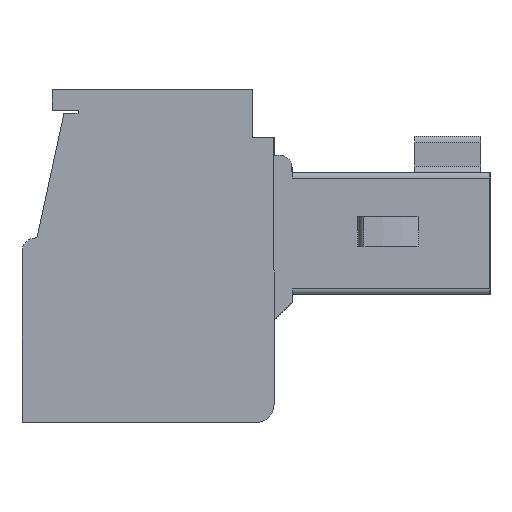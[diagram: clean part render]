
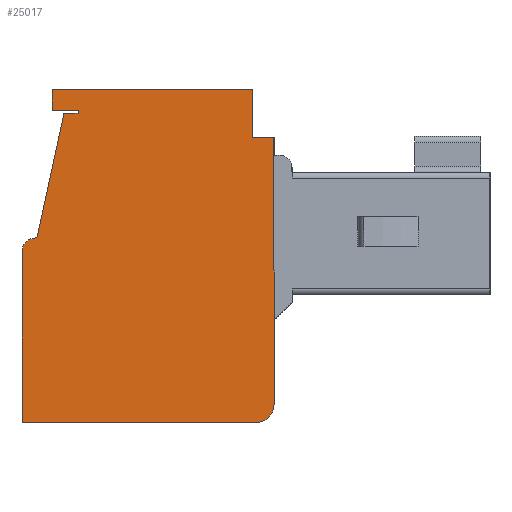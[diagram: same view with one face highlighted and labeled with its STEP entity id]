
A CAD part, left-side view. The second image highlights one B-rep face of the part: STEP entity #25017.
In plain terms, the highlighted planar face has unit normal (-1, 0, 0).
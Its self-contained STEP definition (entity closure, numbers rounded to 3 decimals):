
#310 = LINE ( 'NONE', #35863, #14414 ) ;
#994 = VERTEX_POINT ( 'NONE', #2832 ) ;
#1268 = CARTESIAN_POINT ( 'NONE',  ( 0., 7.8, 0.6 ) ) ;
#1604 = VERTEX_POINT ( 'NONE', #2411 ) ;
#1640 = ORIENTED_EDGE ( 'NONE', *, *, #35093, .T. ) ;
#2260 = LINE ( 'NONE', #8016, #22138 ) ;
#2394 = EDGE_CURVE ( 'NONE', #24644, #34177, #7248, .T. ) ;
#2411 = CARTESIAN_POINT ( 'NONE',  ( 0., 7.2, 0.6 ) ) ;
#2832 = CARTESIAN_POINT ( 'NONE',  ( 0., 7.2, 9.5 ) ) ;
#2836 = VERTEX_POINT ( 'NONE', #34096 ) ;
#4511 = CARTESIAN_POINT ( 'NONE',  ( 0., 7.92, 9.5 ) ) ;
#4550 = VECTOR ( 'NONE', #22488, 1000. ) ;
#4908 = EDGE_CURVE ( 'NONE', #37716, #34177, #36532, .T. ) ;
#5003 = CIRCLE ( 'NONE', #38194, 0.6 ) ;
#5761 = CARTESIAN_POINT ( 'NONE',  ( 0., 7.92, 9.5 ) ) ;
#5885 = DIRECTION ( 'NONE',  ( 0., -1., 0. ) ) ;
#6249 = DIRECTION ( 'NONE',  ( 0., 0., 1. ) ) ;
#6650 = VERTEX_POINT ( 'NONE', #32821 ) ;
#6700 = ORIENTED_EDGE ( 'NONE', *, *, #17965, .F. ) ;
#7248 = LINE ( 'NONE', #19396, #30663 ) ;
#7258 = DIRECTION ( 'NONE',  ( 0., 0., -1. ) ) ;
#7323 = EDGE_CURVE ( 'NONE', #24644, #16730, #32872, .T. ) ;
#7408 = VERTEX_POINT ( 'NONE', #4511 ) ;
#7966 = CARTESIAN_POINT ( 'NONE',  ( 0., 7.92, 11.1 ) ) ;
#8016 = CARTESIAN_POINT ( 'NONE',  ( 0., 13.7, 10.4 ) ) ;
#8506 = CARTESIAN_POINT ( 'NONE',  ( 0., 15.6, 0. ) ) ;
#8508 = CARTESIAN_POINT ( 'NONE',  ( 0., 7.2, 9.5 ) ) ;
#8522 = CARTESIAN_POINT ( 'NONE',  ( 0., 15.6, 11.1 ) ) ;
#9448 = CARTESIAN_POINT ( 'NONE',  ( 0., 15.6, 0. ) ) ;
#9719 = ORIENTED_EDGE ( 'NONE', *, *, #4908, .T. ) ;
#9735 = ORIENTED_EDGE ( 'NONE', *, *, #38648, .T. ) ;
#9868 = VERTEX_POINT ( 'NONE', #24640 ) ;
#9959 = CARTESIAN_POINT ( 'NONE',  ( 0., 15.6, 11.1 ) ) ;
#10703 = CARTESIAN_POINT ( 'NONE',  ( 0., 15.1, 6.15 ) ) ;
#10834 = ORIENTED_EDGE ( 'NONE', *, *, #24190, .T. ) ;
#11326 = VERTEX_POINT ( 'NONE', #7966 ) ;
#12578 = DIRECTION ( 'NONE',  ( -1., 0., 0. ) ) ;
#12868 = CARTESIAN_POINT ( 'NONE',  ( 0., 14.2, 10.3 ) ) ;
#13644 = EDGE_CURVE ( 'NONE', #9868, #2836, #2260, .T. ) ;
#13907 = LINE ( 'NONE', #19487, #4550 ) ;
#13908 = EDGE_CURVE ( 'NONE', #2836, #21481, #28563, .T. ) ;
#14409 = EDGE_CURVE ( 'NONE', #16730, #1604, #5003, .T. ) ;
#14414 = VECTOR ( 'NONE', #5885, 1000. ) ;
#16099 = VERTEX_POINT ( 'NONE', #36860 ) ;
#16730 = VERTEX_POINT ( 'NONE', #20897 ) ;
#17172 = DIRECTION ( 'NONE',  ( 0., 0., -1. ) ) ;
#17462 = CARTESIAN_POINT ( 'NONE',  ( 0., 15.6, 5.7 ) ) ;
#17859 = DIRECTION ( 'NONE',  ( 0., -1., 0. ) ) ;
#17965 = EDGE_CURVE ( 'NONE', #16099, #11326, #30106, .T. ) ;
#19396 = CARTESIAN_POINT ( 'NONE',  ( 0., 15.6, 11.1 ) ) ;
#19487 = CARTESIAN_POINT ( 'NONE',  ( 0., 15.15, 6.15 ) ) ;
#20313 = ORIENTED_EDGE ( 'NONE', *, *, #33344, .T. ) ;
#20379 = AXIS2_PLACEMENT_3D ( 'NONE', #9959, #33740, #34340 ) ;
#20645 = CARTESIAN_POINT ( 'NONE',  ( 0., 15.1, 6.15 ) ) ;
#20897 = CARTESIAN_POINT ( 'NONE',  ( 0., 7.8, 0. ) ) ;
#21269 = ORIENTED_EDGE ( 'NONE', *, *, #13908, .T. ) ;
#21481 = VERTEX_POINT ( 'NONE', #12868 ) ;
#22138 = VECTOR ( 'NONE', #17172, 1000. ) ;
#22259 = VECTOR ( 'NONE', #6249, 1000. ) ;
#22488 = DIRECTION ( 'NONE',  ( 0., 1., 0. ) ) ;
#22868 = VECTOR ( 'NONE', #32874, 1000. ) ;
#23205 = EDGE_LOOP ( 'NONE', ( #24525, #10834, #9735, #26141, #6700, #20313, #1640, #35593, #21269, #23984, #27990, #9719, #34098, #26269 ) ) ;
#23453 = CARTESIAN_POINT ( 'NONE',  ( 0., 15.15, 6.15 ) ) ;
#23984 = ORIENTED_EDGE ( 'NONE', *, *, #25360, .T. ) ;
#24190 = EDGE_CURVE ( 'NONE', #1604, #994, #28912, .T. ) ;
#24404 = CARTESIAN_POINT ( 'NONE',  ( 0., 7.92, 11.1 ) ) ;
#24525 = ORIENTED_EDGE ( 'NONE', *, *, #14409, .T. ) ;
#24640 = CARTESIAN_POINT ( 'NONE',  ( 0., 13.7, 10.4 ) ) ;
#24644 = VERTEX_POINT ( 'NONE', #9448 ) ;
#24668 = EDGE_CURVE ( 'NONE', #7408, #11326, #34239, .T. ) ;
#25017 = ADVANCED_FACE ( 'NONE', ( #37356 ), #37546, .F. ) ;
#25360 = EDGE_CURVE ( 'NONE', #21481, #35169, #37702, .T. ) ;
#25541 = CARTESIAN_POINT ( 'NONE',  ( 0., 13.7, 10.3 ) ) ;
#26141 = ORIENTED_EDGE ( 'NONE', *, *, #24668, .T. ) ;
#26269 = ORIENTED_EDGE ( 'NONE', *, *, #7323, .T. ) ;
#26794 = VECTOR ( 'NONE', #29734, 1000. ) ;
#26918 = LINE ( 'NONE', #5761, #26794 ) ;
#27920 = VECTOR ( 'NONE', #37798, 1000. ) ;
#27990 = ORIENTED_EDGE ( 'NONE', *, *, #30987, .T. ) ;
#28311 = VECTOR ( 'NONE', #33269, 1000. ) ;
#28563 = LINE ( 'NONE', #25541, #27920 ) ;
#28912 = LINE ( 'NONE', #8508, #22868 ) ;
#29394 = VECTOR ( 'NONE', #32892, 1000. ) ;
#29494 = AXIS2_PLACEMENT_3D ( 'NONE', #31328, #12578, #37167 ) ;
#29734 = DIRECTION ( 'NONE',  ( 0., 1., 0. ) ) ;
#30106 = LINE ( 'NONE', #8522, #29394 ) ;
#30663 = VECTOR ( 'NONE', #31612, 1000. ) ;
#30987 = EDGE_CURVE ( 'NONE', #35169, #37716, #13907, .T. ) ;
#31328 = CARTESIAN_POINT ( 'NONE',  ( 0., 15.15, 5.7 ) ) ;
#31612 = DIRECTION ( 'NONE',  ( 0., 0., 1. ) ) ;
#32821 = CARTESIAN_POINT ( 'NONE',  ( 0., 14.6, 10.4 ) ) ;
#32862 = CARTESIAN_POINT ( 'NONE',  ( 0., 14.6, 11.1 ) ) ;
#32872 = LINE ( 'NONE', #8506, #36724 ) ;
#32874 = DIRECTION ( 'NONE',  ( 0., 0., 1. ) ) ;
#32892 = DIRECTION ( 'NONE',  ( 0., -1., 0. ) ) ;
#33269 = DIRECTION ( 'NONE',  ( 0., 0., -1. ) ) ;
#33344 = EDGE_CURVE ( 'NONE', #16099, #6650, #35683, .T. ) ;
#33740 = DIRECTION ( 'NONE',  ( 1., 0., 0. ) ) ;
#34096 = CARTESIAN_POINT ( 'NONE',  ( 0., 13.7, 10.3 ) ) ;
#34098 = ORIENTED_EDGE ( 'NONE', *, *, #2394, .F. ) ;
#34177 = VERTEX_POINT ( 'NONE', #17462 ) ;
#34239 = LINE ( 'NONE', #24404, #22259 ) ;
#34340 = DIRECTION ( 'NONE',  ( 0., 0., -1. ) ) ;
#35087 = DIRECTION ( 'NONE',  ( 0., 0.212, -0.977 ) ) ;
#35093 = EDGE_CURVE ( 'NONE', #6650, #9868, #310, .T. ) ;
#35169 = VERTEX_POINT ( 'NONE', #20645 ) ;
#35593 = ORIENTED_EDGE ( 'NONE', *, *, #13644, .T. ) ;
#35683 = LINE ( 'NONE', #32862, #28311 ) ;
#35863 = CARTESIAN_POINT ( 'NONE',  ( 0., 14.6, 10.4 ) ) ;
#36532 = CIRCLE ( 'NONE', #29494, 0.45 ) ;
#36724 = VECTOR ( 'NONE', #17859, 1000. ) ;
#36860 = CARTESIAN_POINT ( 'NONE',  ( 0., 14.6, 11.1 ) ) ;
#37167 = DIRECTION ( 'NONE',  ( 0., 0., 1. ) ) ;
#37356 = FACE_OUTER_BOUND ( 'NONE', #23205, .T. ) ;
#37546 = PLANE ( 'NONE',  #20379 ) ;
#37702 = LINE ( 'NONE', #10703, #38315 ) ;
#37716 = VERTEX_POINT ( 'NONE', #23453 ) ;
#37798 = DIRECTION ( 'NONE',  ( 0., 1., 0. ) ) ;
#38194 = AXIS2_PLACEMENT_3D ( 'NONE', #1268, #38237, #7258 ) ;
#38237 = DIRECTION ( 'NONE',  ( -1., 0., 0. ) ) ;
#38315 = VECTOR ( 'NONE', #35087, 1000. ) ;
#38648 = EDGE_CURVE ( 'NONE', #994, #7408, #26918, .T. ) ;
